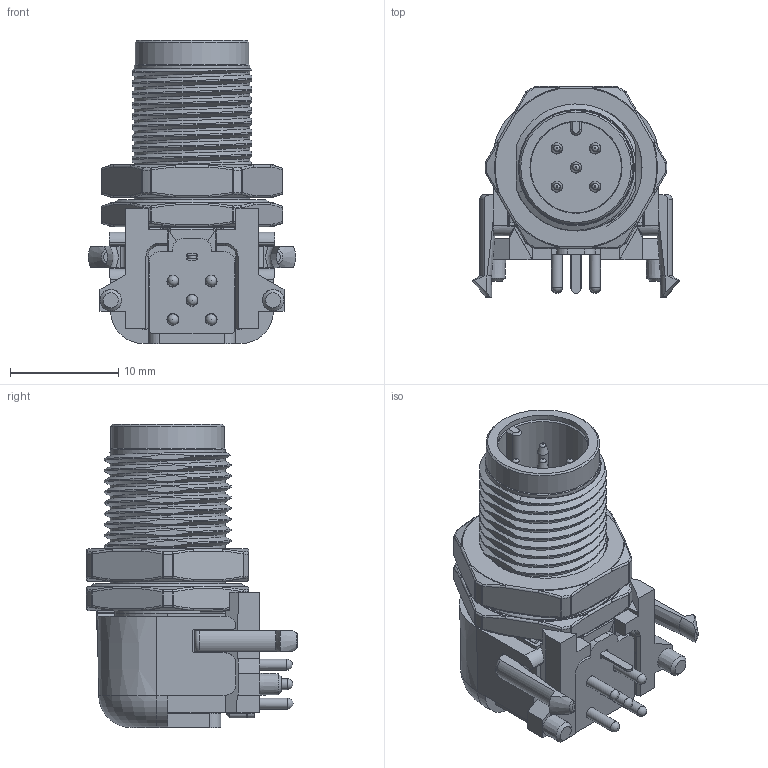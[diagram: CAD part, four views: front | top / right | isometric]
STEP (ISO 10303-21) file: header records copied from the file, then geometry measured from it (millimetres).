
FILE_DESCRIPTION(/* description */ ('Unknown'),/* implementation_level */ '2;1');
FILE_NAME(/* name */ '643270100305',/* time_stamp */ '2026-03-04T15:57:44+01:00',/* author */ ('Unknown'),/* organization */ ('Unknown'),/* preprocessor_version */ 'ST-DEVELOPER v19.4',/* originating_system */ 'Solid Edge',/* authorisation */ 'Unknown');
FILE_SCHEMA (('AUTOMOTIVE_DESIGN {1 0 10303 214 3 1 1}'));
Products named in the file (14): 6432701003xx; 6432701003xx_Pin 1; 6432701003xx_Pin 2; 6432701003xx_Pin 3; 6432701003xx_Pin 4; 6432701003xx_Cover; 6432701003xx_Pin Holder; 6432701003xx_Panel nut; 6432701003xx_Panel O-Ring; 6432701003xx_Shell O-Ring; 6432701003xx_Shell; 6432701003xx_Peg; 643270100305; 643270100305_Pin 5
Assembly tree (13 placements, depth 2):
  6432701003xx
    6432701003xx_Pin 1
    6432701003xx_Pin 2
    6432701003xx_Pin 3
    6432701003xx_Pin 4
    6432701003xx_Cover
    6432701003xx_Pin Holder
    6432701003xx_Panel nut
    6432701003xx_Panel O-Ring
    6432701003xx_Shell O-Ring
    6432701003xx_Shell
    6432701003xx_Peg
    643270100305
    643270100305_Pin 5
Bounding box: 19.2 x 19.5 x 28 mm (x, y, z)
Volume: 2858.9 mm3; surface area: 6255.6 mm2
Topology: 13 solids, 13 shells, 1087 faces, 2677 edges, 1633 vertices
Faces by surface type: plane 403, cylinder 294, sphere 109, torus 96, cone 93, bspline 92
Full cylindrical faces by diameter (mm): 1 x18, 1.1 x5, 1.4 x10, 1.5 x3, 1.7 x3, 8.5 x1, 9.2 x1, 9.6 x1, 10 x1, 10.5 x1, 10.65 x12, 12 x1, 14.4 x1
Entity records: 58263 total; most frequent: CARTESIAN_POINT 34057, ORIENTED_EDGE 4936, DIRECTION 4890, EDGE_CURVE 2468, AXIS2_PLACEMENT_3D 1876, VERTEX_POINT 1549, FACE_BOUND 1237, EDGE_LOOP 1235
